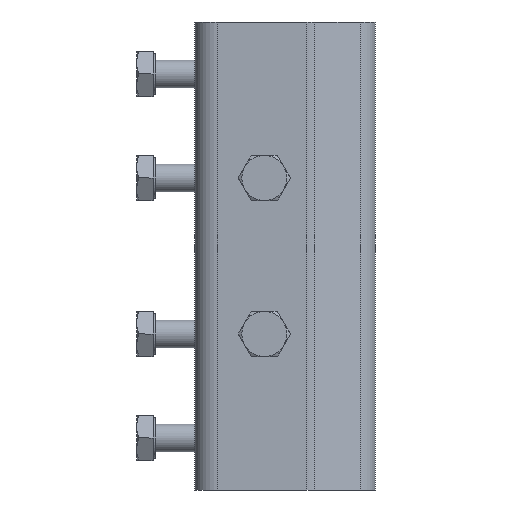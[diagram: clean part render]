
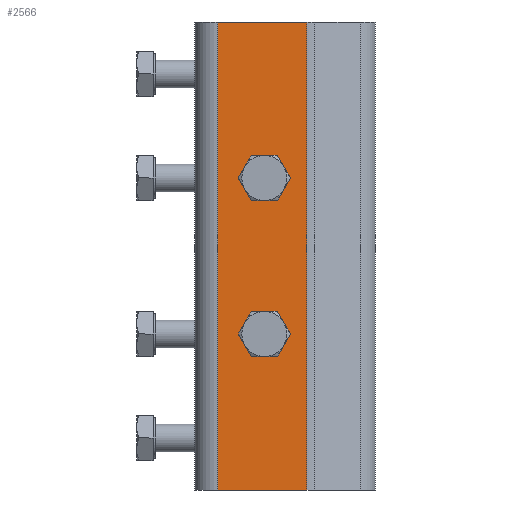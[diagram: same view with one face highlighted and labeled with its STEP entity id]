
A CAD part, left-side view. The second image highlights one B-rep face of the part: STEP entity #2566.
In plain terms, the highlighted planar face has unit normal (-1, 0, 0).
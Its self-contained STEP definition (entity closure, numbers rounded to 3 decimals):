
#157=FACE_BOUND('',#419,.T.);
#158=FACE_BOUND('',#420,.T.);
#262=FACE_OUTER_BOUND('',#418,.T.);
#418=EDGE_LOOP('',(#2157,#2158,#2159,#2160));
#419=EDGE_LOOP('',(#2161));
#420=EDGE_LOOP('',(#2162));
#505=CIRCLE('',#2785,3.324);
#508=CIRCLE('',#2790,3.324);
#750=LINE('',#4319,#994);
#751=LINE('',#4323,#995);
#752=LINE('',#4327,#996);
#753=LINE('',#4328,#997);
#994=VECTOR('',#3377,10.);
#995=VECTOR('',#3382,10.);
#996=VECTOR('',#3387,10.);
#997=VECTOR('',#3388,10.);
#1196=VERTEX_POINT('',#4214);
#1199=VERTEX_POINT('',#4224);
#1238=VERTEX_POINT('',#4316);
#1239=VERTEX_POINT('',#4318);
#1240=VERTEX_POINT('',#4322);
#1241=VERTEX_POINT('',#4326);
#1510=EDGE_CURVE('',#1196,#1196,#505,.T.);
#1515=EDGE_CURVE('',#1199,#1199,#508,.T.);
#1561=EDGE_CURVE('',#1239,#1238,#750,.T.);
#1563=EDGE_CURVE('',#1239,#1240,#751,.T.);
#1565=EDGE_CURVE('',#1241,#1238,#752,.T.);
#1566=EDGE_CURVE('',#1241,#1240,#753,.T.);
#2157=ORIENTED_EDGE('',*,*,#1563,.F.);
#2158=ORIENTED_EDGE('',*,*,#1561,.T.);
#2159=ORIENTED_EDGE('',*,*,#1565,.F.);
#2160=ORIENTED_EDGE('',*,*,#1566,.T.);
#2161=ORIENTED_EDGE('',*,*,#1510,.T.);
#2162=ORIENTED_EDGE('',*,*,#1515,.T.);
#2440=PLANE('',#2825);
#2566=ADVANCED_FACE('',(#262,#157,#158),#2440,.T.);
#2785=AXIS2_PLACEMENT_3D('',#4216,#3280,#3281);
#2790=AXIS2_PLACEMENT_3D('',#4226,#3292,#3293);
#2825=AXIS2_PLACEMENT_3D('',#4325,#3385,#3386);
#3280=DIRECTION('center_axis',(1.,0.,0.));
#3281=DIRECTION('ref_axis',(0.,0.,-1.));
#3292=DIRECTION('center_axis',(1.,0.,0.));
#3293=DIRECTION('ref_axis',(0.,0.,-1.));
#3377=DIRECTION('',(0.,-1.,0.));
#3382=DIRECTION('',(0.,0.,1.));
#3385=DIRECTION('center_axis',(-1.,0.,0.));
#3386=DIRECTION('ref_axis',(0.,0.,1.));
#3387=DIRECTION('',(0.,0.,-1.));
#3388=DIRECTION('',(0.,1.,0.));
#4214=CARTESIAN_POINT('',(-29.,28.5,25.824));
#4216=CARTESIAN_POINT('Origin',(-29.,28.5,22.5));
#4224=CARTESIAN_POINT('',(-29.,28.5,-19.177));
#4226=CARTESIAN_POINT('Origin',(-29.,28.5,-22.5));
#4316=CARTESIAN_POINT('',(-29.,16.229,-67.5));
#4318=CARTESIAN_POINT('',(-29.,42.,-67.5));
#4319=CARTESIAN_POINT('',(-29.,15.083,-67.5));
#4322=CARTESIAN_POINT('',(-29.,42.,67.5));
#4323=CARTESIAN_POINT('',(-29.,42.,0.));
#4325=CARTESIAN_POINT('Origin',(-29.,15.083,0.));
#4326=CARTESIAN_POINT('',(-29.,16.229,67.5));
#4327=CARTESIAN_POINT('',(-29.,16.229,0.));
#4328=CARTESIAN_POINT('',(-29.,15.083,67.5));
